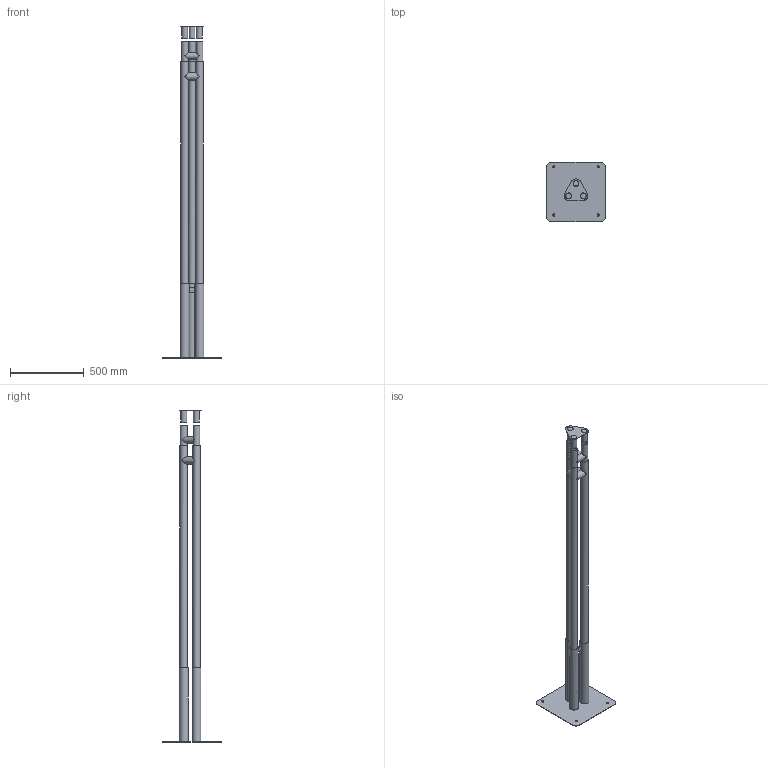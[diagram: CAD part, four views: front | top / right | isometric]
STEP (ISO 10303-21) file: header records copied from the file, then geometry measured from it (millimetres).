
FILE_DESCRIPTION(/* description */ (''),/* implementation_level */ '2;1');
FILE_NAME(/* name */ 'mât téléscopique.step',/* time_stamp */ '2020-05-11T09:21:43+02:00',/* author */ (''),/* organization */ (''),/* preprocessor_version */ 'ST-DEVELOPER v18.1',/* originating_system */ 'Autodesk Translation Framework v9.2.0.1227',/* authorisation */ '');
FILE_SCHEMA (('AUTOMOTIVE_DESIGN { 1 0 10303 214 3 1 1 }'));
Length unit declared in the file: millimetre
Products named in the file (4): Untitled; Tube 50; Tube45; Platine
Assembly tree (3 placements, depth 2):
  Untitled
    Tube 50
    Tube45
    Platine
Bounding box: 400 x 400 x 2245 mm (x, y, z)
Volume: 9492490.5 mm3; surface area: 9076721.2 mm2
Topology: 12 solids, 18 shells, 136 faces, 280 edges, 194 vertices
Faces by surface type: cylinder 77, plane 59
Full cylindrical faces by diameter (mm): 15 x4, 36 x3, 40 x3, 41 x10, 45 x10, 46 x10, 50 x10, 54 x4, 60 x4
Entity records: 4720 total; most frequent: CARTESIAN_POINT 1409, DIRECTION 688, ORIENTED_EDGE 560, AXIS2_PLACEMENT_3D 289, EDGE_CURVE 280, VERTEX_POINT 194, EDGE_LOOP 192, FACE_OUTER_BOUND 136
